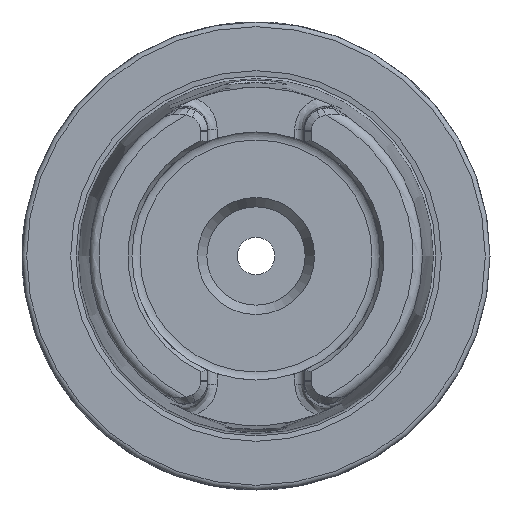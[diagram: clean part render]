
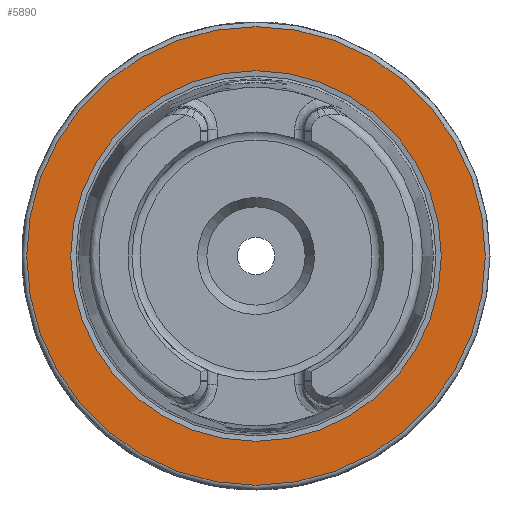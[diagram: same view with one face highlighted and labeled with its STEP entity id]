
A CAD part, left-side view. The second image highlights one B-rep face of the part: STEP entity #5890.
In plain terms, the highlighted planar face has unit normal (-1, 0, 0).
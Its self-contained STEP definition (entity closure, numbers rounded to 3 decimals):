
#179=FACE_BOUND('',#728,.T.);
#220=PLANE('',#6314);
#390=FACE_OUTER_BOUND('',#727,.T.);
#727=EDGE_LOOP('',(#4194,#4195));
#728=EDGE_LOOP('',(#4196,#4197));
#1084=CIRCLE('',#6312,49.);
#1085=CIRCLE('',#6313,49.);
#1086=CIRCLE('',#6315,39.587);
#1087=CIRCLE('',#6316,39.587);
#2425=VERTEX_POINT('',#9079);
#2426=VERTEX_POINT('',#9081);
#2427=VERTEX_POINT('',#9085);
#2428=VERTEX_POINT('',#9086);
#3103=EDGE_CURVE('',#2425,#2426,#1084,.T.);
#3104=EDGE_CURVE('',#2426,#2425,#1085,.T.);
#3105=EDGE_CURVE('',#2427,#2428,#1086,.T.);
#3106=EDGE_CURVE('',#2428,#2427,#1087,.T.);
#4194=ORIENTED_EDGE('',*,*,#3104,.F.);
#4195=ORIENTED_EDGE('',*,*,#3103,.F.);
#4196=ORIENTED_EDGE('',*,*,#3105,.T.);
#4197=ORIENTED_EDGE('',*,*,#3106,.T.);
#5890=ADVANCED_FACE('',(#390,#179),#220,.T.);
#6312=AXIS2_PLACEMENT_3D('',#9082,#7103,#7104);
#6313=AXIS2_PLACEMENT_3D('',#9083,#7105,#7106);
#6314=AXIS2_PLACEMENT_3D('',#9084,#7107,#7108);
#6315=AXIS2_PLACEMENT_3D('',#9087,#7109,#7110);
#6316=AXIS2_PLACEMENT_3D('',#9088,#7111,#7112);
#7103=DIRECTION('center_axis',(1.,0.,0.));
#7104=DIRECTION('ref_axis',(0.,0.,-1.));
#7105=DIRECTION('center_axis',(1.,0.,0.));
#7106=DIRECTION('ref_axis',(0.,0.,-1.));
#7107=DIRECTION('center_axis',(-1.,0.,0.));
#7108=DIRECTION('ref_axis',(0.,0.,1.));
#7109=DIRECTION('center_axis',(1.,0.,0.));
#7110=DIRECTION('ref_axis',(0.,0.,-1.));
#7111=DIRECTION('center_axis',(1.,0.,0.));
#7112=DIRECTION('ref_axis',(0.,0.,-1.));
#9079=CARTESIAN_POINT('',(0.,0.,49.));
#9081=CARTESIAN_POINT('',(0.,49.,0.));
#9082=CARTESIAN_POINT('Origin',(0.,0.,0.));
#9083=CARTESIAN_POINT('Origin',(0.,0.,0.));
#9084=CARTESIAN_POINT('Origin',(0.,49.,
0.));
#9085=CARTESIAN_POINT('',(0.,39.587,0.));
#9086=CARTESIAN_POINT('',(0.,-39.587,0.));
#9087=CARTESIAN_POINT('Origin',(0.,0.,0.));
#9088=CARTESIAN_POINT('Origin',(0.,0.,0.));
